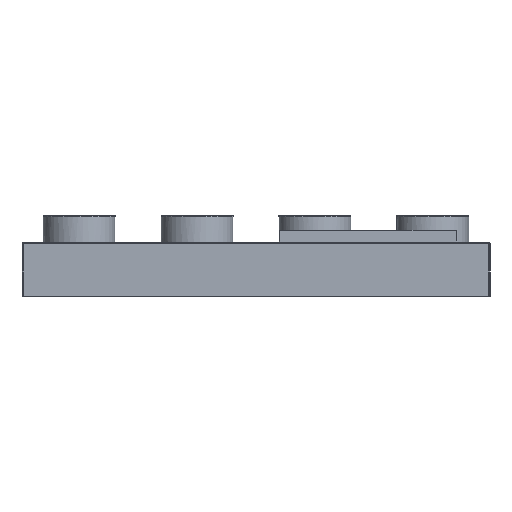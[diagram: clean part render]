
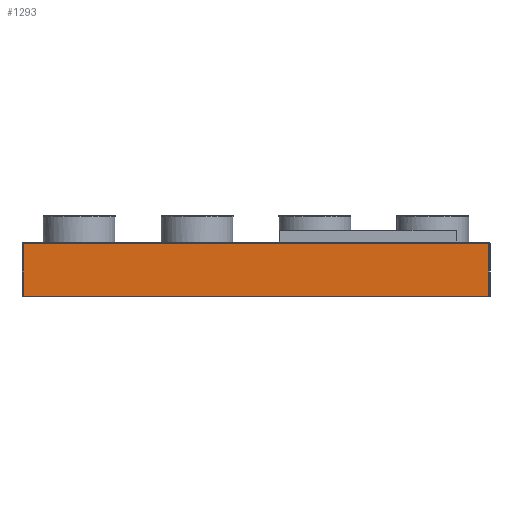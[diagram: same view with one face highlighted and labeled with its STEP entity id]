
A CAD part, left-side view. The second image highlights one B-rep face of the part: STEP entity #1293.
In plain terms, the highlighted planar face has unit normal (-1, 0, 0).
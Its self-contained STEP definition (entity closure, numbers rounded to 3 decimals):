
#500 = VERTEX_POINT('',#501);
#501 = CARTESIAN_POINT('',(-3.9,27.8,3.6));
#508 = EDGE_CURVE('',#500,#509,#511,.T.);
#509 = VERTEX_POINT('',#510);
#510 = CARTESIAN_POINT('',(-3.9,-3.8,3.6));
#511 = LINE('',#512,#513);
#512 = CARTESIAN_POINT('',(-3.9,27.9,3.6));
#513 = VECTOR('',#514,1.);
#514 = DIRECTION('',(0.,-1.,0.));
#1293 = ADVANCED_FACE('',(#1294),#1319,.F.);
#1294 = FACE_BOUND('',#1295,.F.);
#1295 = EDGE_LOOP('',(#1296,#1306,#1312,#1313));
#1296 = ORIENTED_EDGE('',*,*,#1297,.F.);
#1297 = EDGE_CURVE('',#1298,#1300,#1302,.T.);
#1298 = VERTEX_POINT('',#1299);
#1299 = CARTESIAN_POINT('',(-3.9,27.8,0.));
#1300 = VERTEX_POINT('',#1301);
#1301 = CARTESIAN_POINT('',(-3.9,-3.8,0.));
#1302 = LINE('',#1303,#1304);
#1303 = CARTESIAN_POINT('',(-3.9,27.9,0.));
#1304 = VECTOR('',#1305,1.);
#1305 = DIRECTION('',(0.,-1.,0.));
#1306 = ORIENTED_EDGE('',*,*,#1307,.T.);
#1307 = EDGE_CURVE('',#1298,#500,#1308,.T.);
#1308 = LINE('',#1309,#1310);
#1309 = CARTESIAN_POINT('',(-3.9,27.8,0.));
#1310 = VECTOR('',#1311,1.);
#1311 = DIRECTION('',(0.,0.,1.));
#1312 = ORIENTED_EDGE('',*,*,#508,.T.);
#1313 = ORIENTED_EDGE('',*,*,#1314,.F.);
#1314 = EDGE_CURVE('',#1300,#509,#1315,.T.);
#1315 = LINE('',#1316,#1317);
#1316 = CARTESIAN_POINT('',(-3.9,-3.8,0.));
#1317 = VECTOR('',#1318,1.);
#1318 = DIRECTION('',(0.,0.,1.));
#1319 = PLANE('',#1320);
#1320 = AXIS2_PLACEMENT_3D('',#1321,#1322,#1323);
#1321 = CARTESIAN_POINT('',(-3.9,27.9,0.));
#1322 = DIRECTION('',(1.,0.,0.));
#1323 = DIRECTION('',(0.,-1.,0.));
